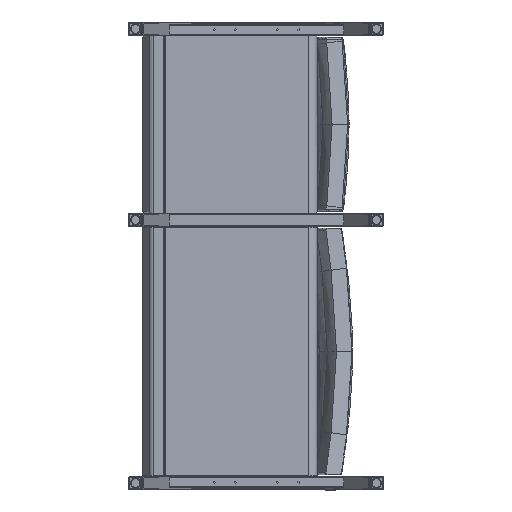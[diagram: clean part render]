
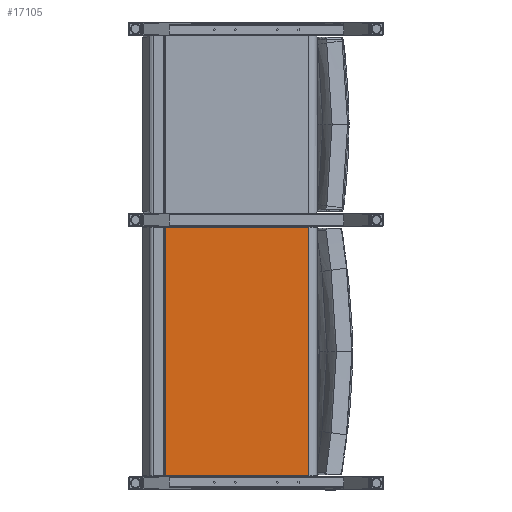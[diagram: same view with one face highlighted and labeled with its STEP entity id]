
A CAD part, front view. The second image highlights one B-rep face of the part: STEP entity #17105.
In plain terms, the highlighted planar face has unit normal (0, -1, 0).
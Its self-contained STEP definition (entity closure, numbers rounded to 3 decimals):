
#1346=LINE('',#27601,#2297);
#1363=LINE('',#27687,#2314);
#1368=LINE('',#27762,#2319);
#1369=LINE('',#27764,#2320);
#2297=VECTOR('',#20517,0.394);
#2314=VECTOR('',#20600,0.394);
#2319=VECTOR('',#20645,0.394);
#2320=VECTOR('',#20648,0.394);
#3233=PLANE('',#18519);
#4446=FACE_OUTER_BOUND('',#5610,.T.);
#5610=EDGE_LOOP('',(#12333,#12334,#12335,#12336));
#7846=VERTEX_POINT('',#27591);
#7848=VERTEX_POINT('',#27597);
#7868=VERTEX_POINT('',#27677);
#7870=VERTEX_POINT('',#27683);
#9464=EDGE_CURVE('',#7846,#7848,#1346,.T.);
#9500=EDGE_CURVE('',#7868,#7870,#1363,.T.);
#9519=EDGE_CURVE('',#7846,#7870,#1368,.T.);
#9520=EDGE_CURVE('',#7848,#7868,#1369,.T.);
#12333=ORIENTED_EDGE('',*,*,#9464,.F.);
#12334=ORIENTED_EDGE('',*,*,#9519,.T.);
#12335=ORIENTED_EDGE('',*,*,#9500,.F.);
#12336=ORIENTED_EDGE('',*,*,#9520,.F.);
#17105=ADVANCED_FACE('',(#4446),#3233,.T.);
#18519=AXIS2_PLACEMENT_3D('',#27763,#20646,#20647);
#20517=DIRECTION('',(-1.,0.,0.));
#20600=DIRECTION('',(1.,0.,0.));
#20645=DIRECTION('',(0.,0.,1.));
#20646=DIRECTION('center_axis',(0.,-1.,0.));
#20647=DIRECTION('ref_axis',(1.,0.,0.));
#20648=DIRECTION('',(0.,0.,1.));
#27591=CARTESIAN_POINT('',(4.791,0.797,0.125));
#27597=CARTESIAN_POINT('',(-12.083,0.797,0.125));
#27601=CARTESIAN_POINT('',(-8.524,0.797,0.125));
#27677=CARTESIAN_POINT('',(-12.083,0.797,29.375));
#27683=CARTESIAN_POINT('',(4.791,0.797,29.375));
#27687=CARTESIAN_POINT('',(-8.524,0.797,29.375));
#27762=CARTESIAN_POINT('',(4.791,0.797,0.));
#27763=CARTESIAN_POINT('Origin',(-12.083,0.797,0.));
#27764=CARTESIAN_POINT('',(-12.083,0.797,0.));
